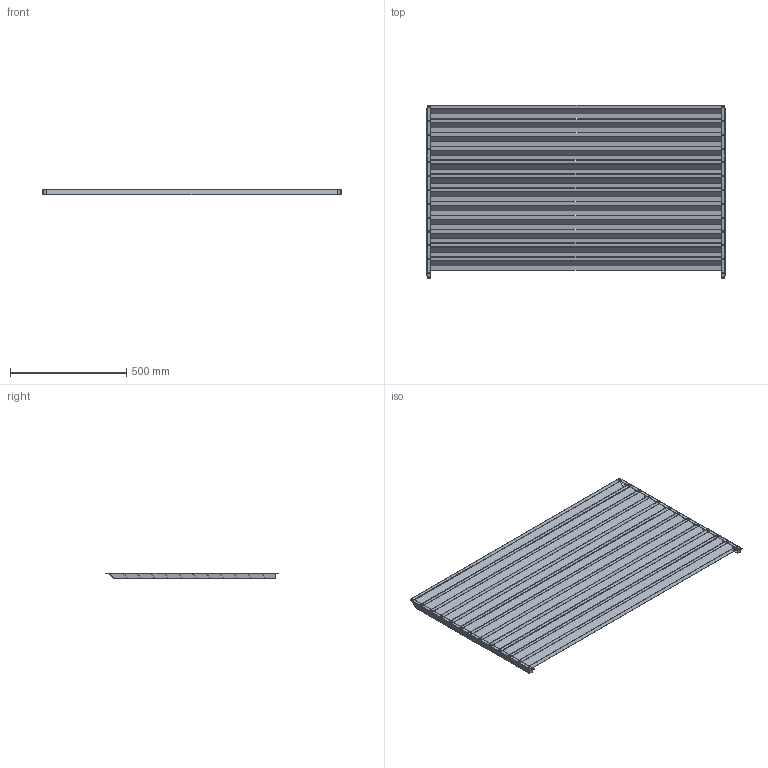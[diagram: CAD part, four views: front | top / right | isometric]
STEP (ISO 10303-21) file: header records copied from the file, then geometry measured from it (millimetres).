
FILE_DESCRIPTION (( 'STEP AP203' ), '1' );
FILE_NAME ('M4555V LOUVRE.STEP', '2024-07-12T06:25:49', ( '' ), ( '' ), 'SwSTEP 2.0', 'SolidWorks 2023', '' );
FILE_SCHEMA (( 'CONFIG_CONTROL_DESIGN' ));
Length unit declared in the file: millimetre
Products named in the file (4): M4555V EP-3; M4555V EP-1; M4555V EP-2; M4555V LOUVRE
Assembly tree (14 placements, depth 2):
  M4555V LOUVRE
    M4555V EP-1  x12
    M4555V EP-2
    M4555V EP-3
Bounding box: 1283.6 x 747.13 x 25.2 mm (x, y, z)
Volume: 871087.6 mm3; surface area: 2207370.5 mm2
Topology: 14 solids, 14 shells, 600 faces, 1460 edges, 888 vertices
Faces by surface type: cylinder 320, plane 272, bspline 8
Entity records: 8258 total; most frequent: CARTESIAN_POINT 1631, DIRECTION 1306, ORIENTED_EDGE 1160, EDGE_CURVE 580, AXIS2_PLACEMENT_3D 507, VERTEX_POINT 360, EDGE_LOOP 338, VECTOR 292
